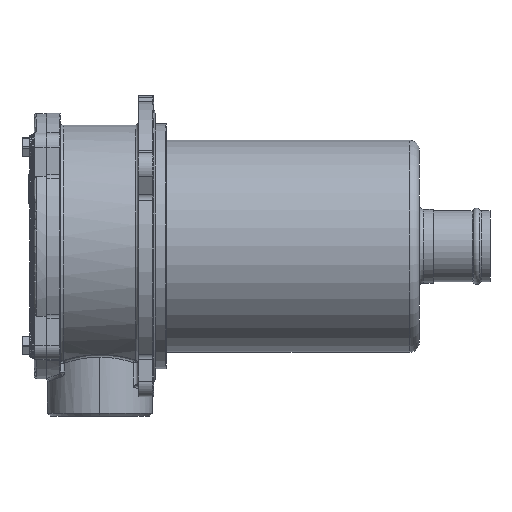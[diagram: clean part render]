
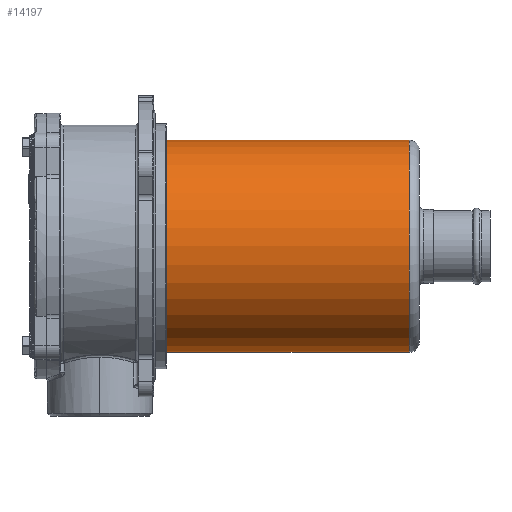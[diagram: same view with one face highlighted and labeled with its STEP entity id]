
A CAD part, left-side view. The second image highlights one B-rep face of the part: STEP entity #14197.
In plain terms, the highlighted cylindrical face has radius 75 mm (diameter 150 mm), a partial arc.
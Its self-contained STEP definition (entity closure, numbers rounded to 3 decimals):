
#1049=CIRCLE('',#15347,75.);
#1050=CIRCLE('',#15348,75.);
#2218=ORIENTED_EDGE('',*,*,#6627,.F.);
#2219=ORIENTED_EDGE('',*,*,#6628,.T.);
#2220=ORIENTED_EDGE('',*,*,#6629,.T.);
#2221=ORIENTED_EDGE('',*,*,#6630,.F.);
#6627=EDGE_CURVE('',#8824,#8826,#10104,.T.);
#6628=EDGE_CURVE('',#8824,#8825,#1049,.T.);
#6629=EDGE_CURVE('',#8825,#8827,#10105,.T.);
#6630=EDGE_CURVE('',#8826,#8827,#1050,.T.);
#8824=VERTEX_POINT('',#22436);
#8825=VERTEX_POINT('',#22438);
#8826=VERTEX_POINT('',#22442);
#8827=VERTEX_POINT('',#22445);
#10104=LINE('',#22441,#10949);
#10105=LINE('',#22444,#10950);
#10949=VECTOR('',#17522,1000.);
#10950=VECTOR('',#17525,1000.);
#11817=EDGE_LOOP('',(#2218,#2219,#2220,#2221));
#12833=FACE_BOUND('',#11817,.T.);
#13823=CYLINDRICAL_SURFACE('',#15346,75.);
#14197=ADVANCED_FACE('',(#12833),#13823,.T.);
#15346=AXIS2_PLACEMENT_3D('',#22440,#17520,#17521);
#15347=AXIS2_PLACEMENT_3D('',#22443,#17523,#17524);
#15348=AXIS2_PLACEMENT_3D('',#22446,#17526,#17527);
#17520=DIRECTION('',(0.,-1.,0.));
#17521=DIRECTION('',(0.,0.,-1.));
#17522=DIRECTION('',(0.,-1.,0.));
#17523=DIRECTION('',(0.,-1.,0.));
#17524=DIRECTION('',(0.,0.,-1.));
#17525=DIRECTION('',(0.,-1.,0.));
#17526=DIRECTION('',(0.,-1.,0.));
#17527=DIRECTION('',(0.,0.,-1.));
#22436=CARTESIAN_POINT('',(0.,200.5,75.));
#22438=CARTESIAN_POINT('',(0.,200.5,-75.));
#22440=CARTESIAN_POINT('',(0.,0.,0.));
#22441=CARTESIAN_POINT('',(0.,0.,75.));
#22442=CARTESIAN_POINT('',(0.,17.,75.));
#22443=CARTESIAN_POINT('',(0.,200.5,0.));
#22444=CARTESIAN_POINT('',(0.,0.,-75.));
#22445=CARTESIAN_POINT('',(0.,17.,-75.));
#22446=CARTESIAN_POINT('',(0.,17.,0.));
